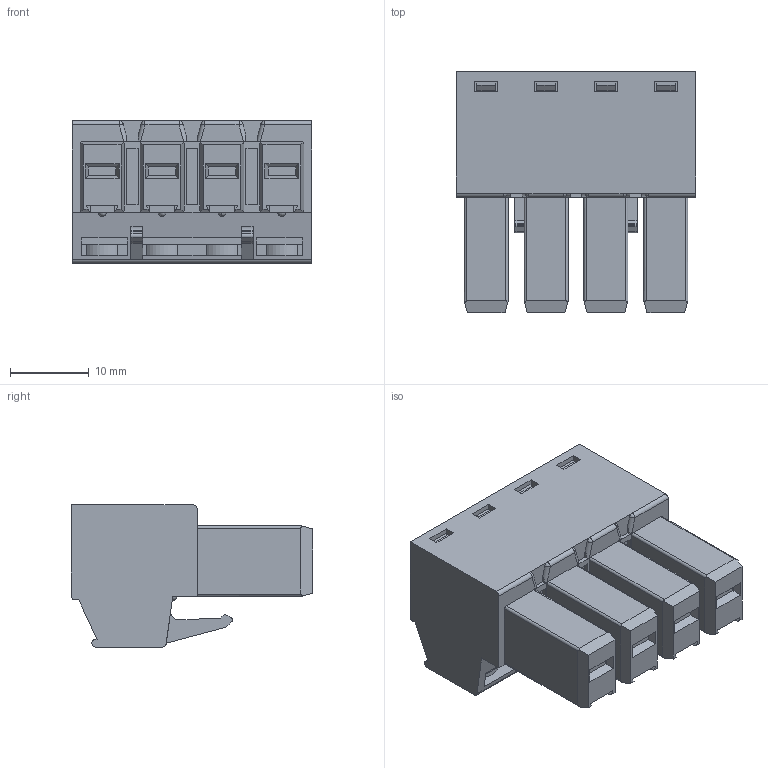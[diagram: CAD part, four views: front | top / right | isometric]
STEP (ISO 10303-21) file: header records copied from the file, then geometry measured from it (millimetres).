
FILE_DESCRIPTION( ('This file contains a STEP AP42 implementation' ,'as created by ZW3D STEP Interface translator.') ,'2;1' );
FILE_NAME( 'WJ3EDGK-7.62-04P.stp' ,'23 817.165227', (''), ('ZWCAD Software Co.'), 'Version 1.0', 'ZW3D to STEP translator', '' );
FILE_SCHEMA(('AUTOMOTIVE_DESIGN { 1 0 10303 214 1 1 1 1 }'));
Length unit declared in the file: millimetre
Products named in the file (1): 0
Bounding box: 30.48 x 30.7 x 18.1 mm (x, y, z)
Volume: 8284.4 mm3; surface area: 8608.9 mm2
Topology: 6 solids, 6 shells, 724 faces, 1948 edges, 1252 vertices
Faces by surface type: plane 582, cylinder 104, sphere 16, cone 14, torus 8
Full cylindrical faces by diameter (mm): 3.82 x1, 4.02 x2
Entity records: 23230 total; most frequent: CARTESIAN_POINT 4291, ORIENTED_EDGE 3884, DIRECTION 3556, EDGE_CURVE 1942, VECTOR 1646, LINE 1646, VERTEX_POINT 1252, AXIS2_PLACEMENT_3D 955
